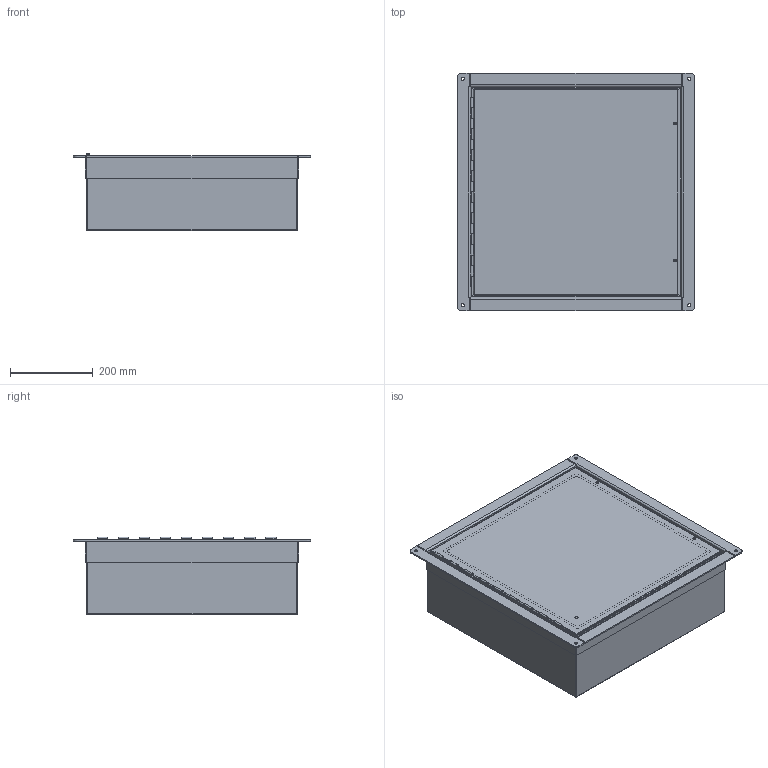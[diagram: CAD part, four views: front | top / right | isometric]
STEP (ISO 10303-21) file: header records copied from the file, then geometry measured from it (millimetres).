
FILE_DESCRIPTION(/* description */ ('20X20X6 WAFM TUB'),/* implementation_level */ '2;1');
FILE_NAME(/* name */ 'WA202006FM.stp',/* time_stamp */ '2014-11-11T21:45:28+05:00',/* author */ ('schinnathambi'),/* organization */ (''),/* preprocessor_version */ 'ST-DEVELOPER v15.2',/* originating_system */ 'Autodesk Inventor 2014',/* authorisation */ '');
FILE_SCHEMA (('AUTOMOTIVE_DESIGN { 1 0 10303 214 3 1 1 }'));
Length unit declared in the file: inch
Products named in the file (11): WA202006FMBKP; WA2020FMLID; 388116; H6010100T; H6010100; 38846; 38853; 30638; 30639; 20X20; WA202006FM
Bounding box: 571.5 x 571.5 x 187.96 mm (x, y, z)
Volume: 2474602.3 mm3; surface area: 2348602.7 mm2
Topology: 15 solids, 15 shells, 426 faces, 938 edges, 553 vertices
Faces by surface type: plane 249, cylinder 120, bspline 44, cone 7, torus 6
Full cylindrical faces by diameter (mm): 0.787 x2, 3.962 x2, 6.35 x1, 7.137 x6, 7.938 x2, 8.382 x8, 8.56 x1, 9.525 x4, 15.875 x4
Entity records: 11150 total; most frequent: CARTESIAN_POINT 2924, ORIENTED_EDGE 1552, DIRECTION 1552, EDGE_CURVE 776, LINE 548, VECTOR 548, AXIS2_PLACEMENT_3D 502, VERTEX_POINT 464
